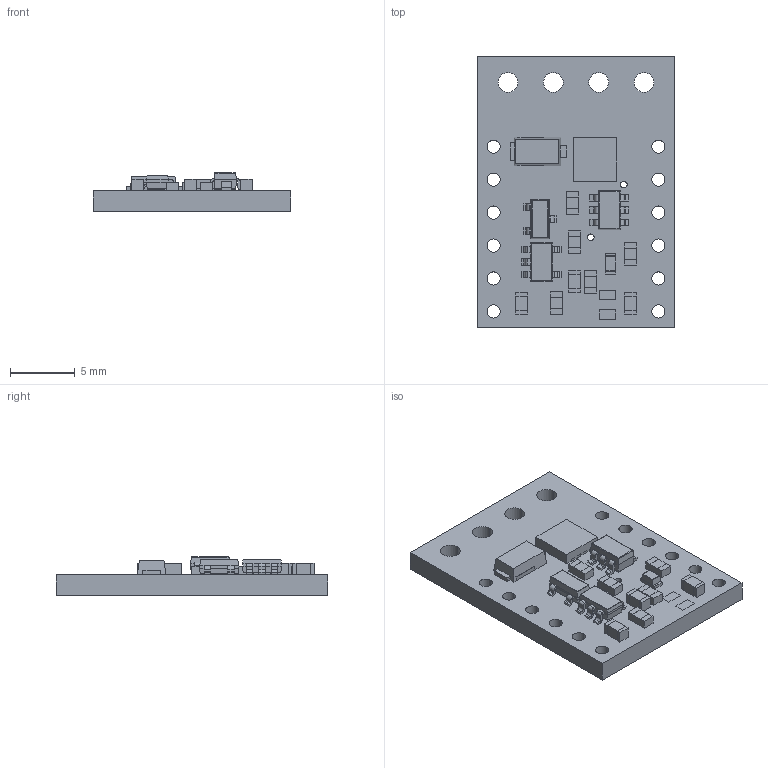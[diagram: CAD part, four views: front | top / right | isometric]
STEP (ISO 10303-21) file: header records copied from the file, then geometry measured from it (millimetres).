
FILE_DESCRIPTION (( 'STEP AP214' ), '1' );
FILE_NAME ('rc-switch-with-medium-low-side-mosfet.step', '2024-01-11T21:05:47', ( '' ), ( '' ), 'SwSTEP 2.0', 'SolidWorks 2023', '' );
FILE_SCHEMA (( 'AUTOMOTIVE_DESIGN' ));
Length unit declared in the file: millimetre
Products named in the file (1): rc-switch-with-medium-low-side-mosfet
Bounding box: 15.24 x 20.95 x 2.97 mm (x, y, z)
Volume: 521.3 mm3; surface area: 964.2 mm2
Topology: 1 solids, 1 shells, 899 faces, 2454 edges, 1600 vertices
Faces by surface type: plane 591, bspline 188, cylinder 120
Entity records: 44898 total; most frequent: CARTESIAN_POINT 13404, ORIENTED_EDGE 4908, DIRECTION 3636, EDGE_CURVE 2454, LINE 1844, VECTOR 1844, VERTEX_POINT 1600, EDGE_LOOP 1010
